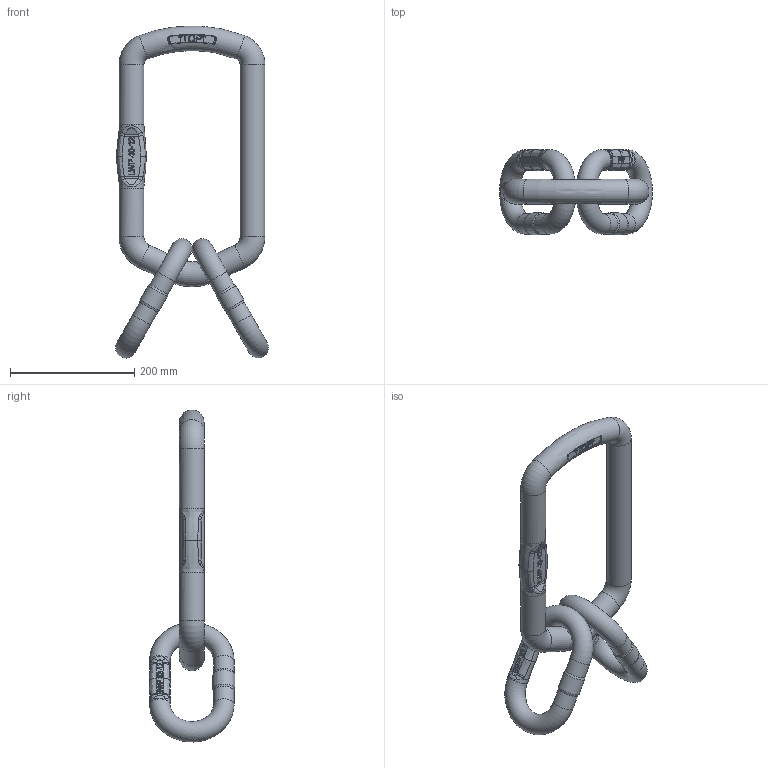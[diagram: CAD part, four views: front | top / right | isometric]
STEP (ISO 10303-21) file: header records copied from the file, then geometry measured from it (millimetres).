
FILE_DESCRIPTION(/* description */ (''),/* implementation_level */ '2;1');
FILE_NAME(/* name */ 'VLWP 4-16.stp',/* time_stamp */ '2022-05-13T10:08:24+02:00',/* author */ (''),/* organization */ (''),/* preprocessor_version */ 'ST-DEVELOPER v16',/* originating_system */ 'SIEMENS PLM Software NX 11.0',/* authorisation */ '');
FILE_SCHEMA (('AUTOMOTIVE_DESIGN { 1 0 10303 214 3 1 1 1 }'));
Length unit declared in the file: millimetre
Products named in the file (3): BWP 32 dummy; LWP 40 dummy; VLWP 4-16
Assembly tree (3 placements, depth 2):
  VLWP 4-16
    LWP 40 dummy
    BWP 32 dummy  x2
Bounding box: 246.17 x 138.06 x 534.75 mm (x, y, z)
Volume: 2115168.5 mm3; surface area: 231332.7 mm2
Topology: 3 solids, 3 shells, 587 faces, 1512 edges, 975 vertices
Faces by surface type: plane 291, extrusion 145, bspline 98, cylinder 31, torus 18, cone 4
Full cylindrical faces by diameter (mm): 33 x8, 35.475 x2, 40 x5
Entity records: 18178 total; most frequent: CARTESIAN_POINT 8974, ORIENTED_EDGE 2172, DIRECTION 1267, EDGE_CURVE 1086, VERTEX_POINT 712, B_SPLINE_CURVE_WITH_KNOTS 659, VECTOR 545, EDGE_LOOP 494
